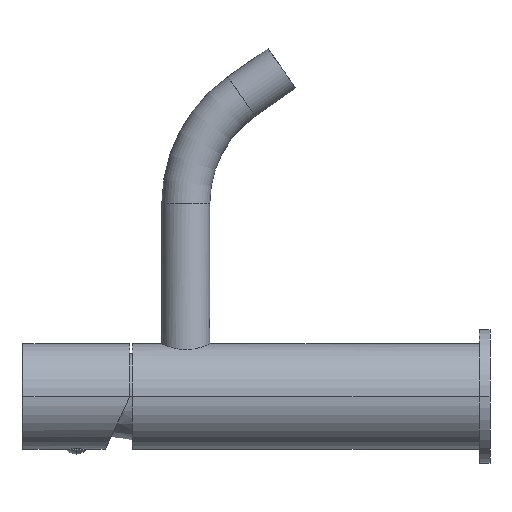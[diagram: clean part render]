
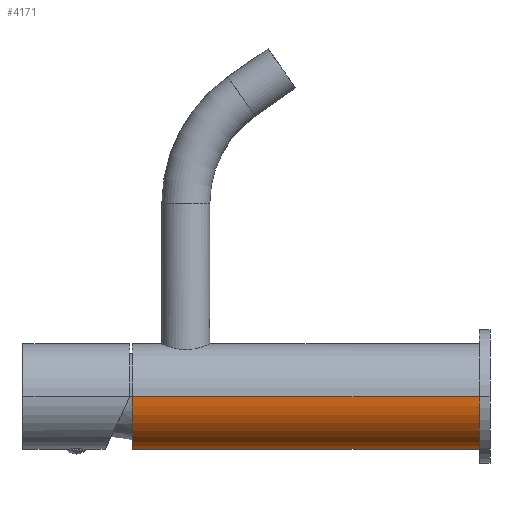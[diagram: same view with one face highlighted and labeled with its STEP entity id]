
A CAD part, left-side view. The second image highlights one B-rep face of the part: STEP entity #4171.
In plain terms, the highlighted cylindrical face has radius 19.75 mm (diameter 39.5 mm), a partial arc.
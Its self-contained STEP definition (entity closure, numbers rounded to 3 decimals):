
#1202=CARTESIAN_POINT('',(0.,130.,0.));
#1203=DIRECTION('',(0.,1.,0.));
#1204=DIRECTION('',(1.,0.,0.));
#1205=AXIS2_PLACEMENT_3D('',#1202,#1203,#1204);
#1390=CARTESIAN_POINT('',(0.,0.,0.));
#1391=DIRECTION('',(0.,-1.,0.));
#1392=DIRECTION('',(-1.,0.,0.));
#1393=AXIS2_PLACEMENT_3D('',#1390,#1391,#1392);
#1395=DIRECTION('',(0.,1.,0.));
#1396=VECTOR('',#1395,130.);
#1397=CARTESIAN_POINT('',(19.75,0.,0.));
#1398=LINE('',#1397,#1396);
#1399=DIRECTION('',(0.,1.,0.));
#1400=VECTOR('',#1399,130.);
#1401=CARTESIAN_POINT('',(-19.75,0.,0.));
#1402=LINE('',#1401,#1400);
#2147=CARTESIAN_POINT('',(19.75,130.,0.));
#2148=CARTESIAN_POINT('',(-19.75,130.,0.));
#2149=VERTEX_POINT('',#2147);
#2150=VERTEX_POINT('',#2148);
#2433=CARTESIAN_POINT('',(19.75,0.,0.));
#2434=CARTESIAN_POINT('',(-19.75,0.,0.));
#2435=VERTEX_POINT('',#2433);
#2436=VERTEX_POINT('',#2434);
#4159=CARTESIAN_POINT('',(0.,136.5,0.));
#4160=DIRECTION('',(0.,-1.,0.));
#4161=DIRECTION('',(-1.,0.,0.));
#4162=AXIS2_PLACEMENT_3D('',#4159,#4160,#4161);
#4163=CYLINDRICAL_SURFACE('',#4162,19.75);
#4165=ORIENTED_EDGE('',*,*,#4164,.T.);
#4166=ORIENTED_EDGE('',*,*,#4139,.T.);
#4167=ORIENTED_EDGE('',*,*,#4114,.T.);
#4168=ORIENTED_EDGE('',*,*,#4136,.F.);
#4169=EDGE_LOOP('',(#4165,#4166,#4167,#4168));
#4170=FACE_OUTER_BOUND('',#4169,.F.);
#4171=ADVANCED_FACE('',(#4170),#4163,.T.);
#1206=CIRCLE('',#1205,19.75);
#1394=CIRCLE('',#1393,19.75);
#4114=EDGE_CURVE('',#2149,#2150,#1206,.T.);
#4136=EDGE_CURVE('',#2436,#2150,#1402,.T.);
#4139=EDGE_CURVE('',#2435,#2149,#1398,.T.);
#4164=EDGE_CURVE('',#2436,#2435,#1394,.T.);
